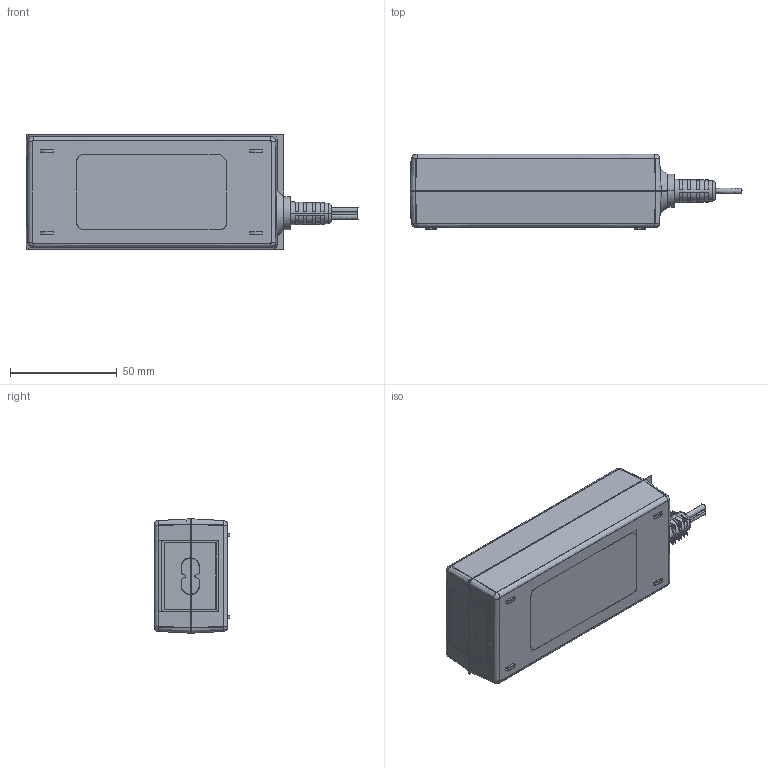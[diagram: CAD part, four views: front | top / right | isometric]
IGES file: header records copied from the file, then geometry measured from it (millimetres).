
Start section:  PTC IGES file: GTM96600-T2.igs
Global section: file name: GTM96600-T2.igs; native system: Pro/ENGINEER by Parametric Technology Corporation; preprocessor: 2010280; author: Administrator; organization: Unknown; date: 20180423.133702; units: millimetre
Bounding box: 155.25 x 35.2 x 53.51 mm (x, y, z)
Surface area: 284024.8 mm2 (no closed solid volume)
Topology: 0 solids, 0 shells, 1248 faces, 8984 edges, 8984 vertices
Faces by surface type: bspline 1248
